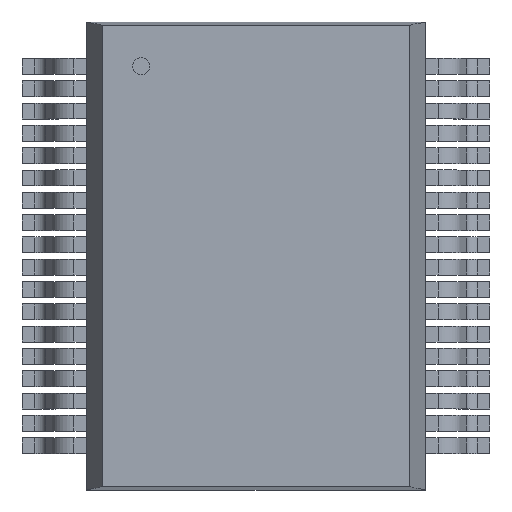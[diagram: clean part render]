
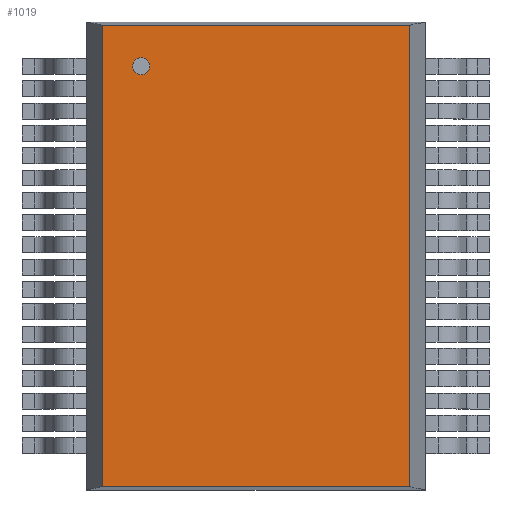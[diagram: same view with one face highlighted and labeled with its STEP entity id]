
A CAD part, top view. The second image highlights one B-rep face of the part: STEP entity #1019.
In plain terms, the highlighted planar face has unit normal (0, 0, 1).
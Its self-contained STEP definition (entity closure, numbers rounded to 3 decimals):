
#1019=ADVANCED_FACE('',(#1025),#1020,.T.);
#1020=PLANE('',#1021);
#1021=AXIS2_PLACEMENT_3D('',#1022,#1023,#1024);
#1022=CARTESIAN_POINT('',(-3.442,-5.169,2.464));
#1023=DIRECTION('',(0.0,0.0,1.0));
#1024=DIRECTION('',(0.,1.,0.));
#1025=FACE_OUTER_BOUND('',#1026,.T.);
#1026=EDGE_LOOP('',(#1027,#1037,#1047,#1057));
#1030=CARTESIAN_POINT('',(3.442,-5.169,2.464));
#1029=VERTEX_POINT('',#1030);
#1032=CARTESIAN_POINT('',(-3.442,-5.169,2.464));
#1031=VERTEX_POINT('',#1032);
#1028=EDGE_CURVE('',#1029,#1031,#1033,.T.);
#1033=LINE('',#1030,#1035);
#1035=VECTOR('',#1036,6.883);
#1036=DIRECTION('',(-1.0,0.0,0.0));
#1027=ORIENTED_EDGE('',*,*,#1028,.F.);
#1040=CARTESIAN_POINT('',(3.442,5.169,2.464));
#1039=VERTEX_POINT('',#1040);
#1038=EDGE_CURVE('',#1039,#1029,#1043,.T.);
#1043=LINE('',#1040,#1045);
#1045=VECTOR('',#1046,10.338);
#1046=DIRECTION('',(0.0,-1.0,0.0));
#1037=ORIENTED_EDGE('',*,*,#1038,.F.);
#1050=CARTESIAN_POINT('',(-3.442,5.169,2.464));
#1049=VERTEX_POINT('',#1050);
#1048=EDGE_CURVE('',#1049,#1039,#1053,.T.);
#1053=LINE('',#1050,#1055);
#1055=VECTOR('',#1056,6.883);
#1056=DIRECTION('',(1.0,0.0,0.0));
#1047=ORIENTED_EDGE('',*,*,#1048,.F.);
#1058=EDGE_CURVE('',#1031,#1049,#1063,.T.);
#1063=LINE('',#1032,#1065);
#1065=VECTOR('',#1066,10.338);
#1066=DIRECTION('',(0.0,1.0,0.0));
#1057=ORIENTED_EDGE('',*,*,#1058,.F.);
